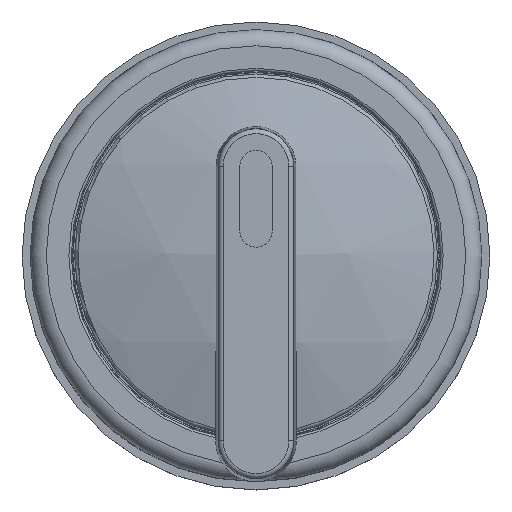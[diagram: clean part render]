
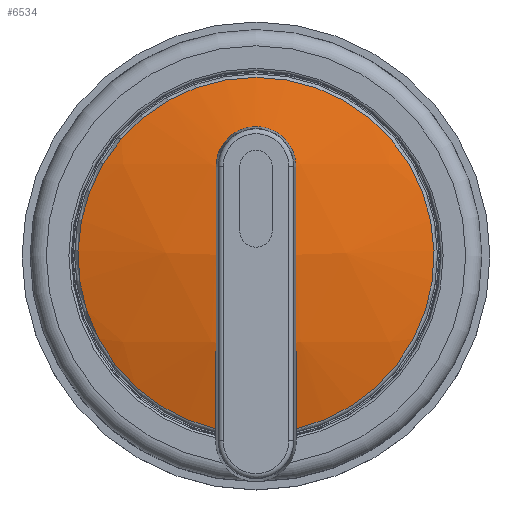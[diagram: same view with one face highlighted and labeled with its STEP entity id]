
A CAD part, top view. The second image highlights one B-rep face of the part: STEP entity #6534.
In plain terms, the highlighted spherical face has radius 37.5 mm.
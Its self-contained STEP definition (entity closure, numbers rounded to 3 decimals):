
#115=SPHERICAL_SURFACE('',#7020,37.5);
#221=B_SPLINE_CURVE_WITH_KNOTS('',3,(#10205,#10206,#10207,#10208,#10209,
#10210,#10211,#10212,#10213,#10214,#10215,#10216,#10217,#10218,#10219,#10220,
#10221,#10222),.UNSPECIFIED.,.F.,.F.,(4,2,2,2,2,2,2,2,4),(0.,0.094,
0.189,0.282,0.376,0.469,
0.563,0.657,0.752),.UNSPECIFIED.);
#566=FACE_OUTER_BOUND('',#970,.T.);
#970=EDGE_LOOP('',(#4503,#4504,#4505,#4506));
#2195=CIRCLE('',#7003,37.37);
#2198=CIRCLE('',#7010,37.37);
#2205=CIRCLE('',#7019,11.038);
#2683=VERTEX_POINT('',#10182);
#2684=VERTEX_POINT('',#10184);
#2688=VERTEX_POINT('',#10203);
#2690=VERTEX_POINT('',#10226);
#3380=EDGE_CURVE('',#2684,#2683,#2195,.T.);
#3386=EDGE_CURVE('',#2683,#2688,#221,.T.);
#3389=EDGE_CURVE('',#2688,#2690,#2198,.T.);
#3396=EDGE_CURVE('',#2690,#2684,#2205,.T.);
#4503=ORIENTED_EDGE('',*,*,#3389,.T.);
#4504=ORIENTED_EDGE('',*,*,#3396,.T.);
#4505=ORIENTED_EDGE('',*,*,#3380,.T.);
#4506=ORIENTED_EDGE('',*,*,#3386,.T.);
#6534=ADVANCED_FACE('',(#566),#115,.T.);
#7003=AXIS2_PLACEMENT_3D('',#10185,#7996,#7997);
#7010=AXIS2_PLACEMENT_3D('',#10235,#8013,#8014);
#7019=AXIS2_PLACEMENT_3D('',#10248,#8031,#8032);
#7020=AXIS2_PLACEMENT_3D('',#10249,#8033,#8034);
#7996=DIRECTION('center_axis',(-1.,0.,0.017));
#7997=DIRECTION('ref_axis',(0.,1.,0.));
#8013=DIRECTION('center_axis',(1.,0.,
0.017));
#8014=DIRECTION('ref_axis',(0.,-1.,0.));
#8031=DIRECTION('center_axis',(0.,0.,
1.));
#8032=DIRECTION('ref_axis',(1.,0.,0.));
#8033=DIRECTION('center_axis',(0.,1.,0.));
#8034=DIRECTION('ref_axis',(-1.,0.,0.));
#10182=CARTESIAN_POINT('',(34.69,37.113,20.012));
#10184=CARTESIAN_POINT('',(34.67,20.861,18.839));
#10185=CARTESIAN_POINT('Origin',(34.045,31.613,-16.945));
#10203=CARTESIAN_POINT('',(39.644,37.113,20.012));
#10205=CARTESIAN_POINT('Ctrl Pts',(34.69,37.113,20.012));
#10206=CARTESIAN_POINT('Ctrl Pts',(34.689,37.425,19.966));
#10207=CARTESIAN_POINT('Ctrl Pts',(34.751,37.758,19.916));
#10208=CARTESIAN_POINT('Ctrl Pts',(35.004,38.37,19.825));
#10209=CARTESIAN_POINT('Ctrl Pts',(35.195,38.65,19.783));
#10210=CARTESIAN_POINT('Ctrl Pts',(35.635,39.091,19.717));
#10211=CARTESIAN_POINT('Ctrl Pts',(35.913,39.281,19.688));
#10212=CARTESIAN_POINT('Ctrl Pts',(36.524,39.534,19.65));
#10213=CARTESIAN_POINT('Ctrl Pts',(36.856,39.597,19.641));
#10214=CARTESIAN_POINT('Ctrl Pts',(37.479,39.597,19.641));
#10215=CARTESIAN_POINT('Ctrl Pts',(37.811,39.534,19.65));
#10216=CARTESIAN_POINT('Ctrl Pts',(38.421,39.281,19.688));
#10217=CARTESIAN_POINT('Ctrl Pts',(38.699,39.091,19.717));
#10218=CARTESIAN_POINT('Ctrl Pts',(39.14,38.65,19.783));
#10219=CARTESIAN_POINT('Ctrl Pts',(39.331,38.37,19.825));
#10220=CARTESIAN_POINT('Ctrl Pts',(39.584,37.758,19.916));
#10221=CARTESIAN_POINT('Ctrl Pts',(39.645,37.425,19.966));
#10222=CARTESIAN_POINT('Ctrl Pts',(39.644,37.113,20.012));
#10226=CARTESIAN_POINT('',(39.665,20.861,18.839));
#10235=CARTESIAN_POINT('Origin',(40.289,31.613,-16.945));
#10248=CARTESIAN_POINT('Origin',(37.167,31.613,18.839));
#10249=CARTESIAN_POINT('Origin',(37.167,31.613,-17.));
